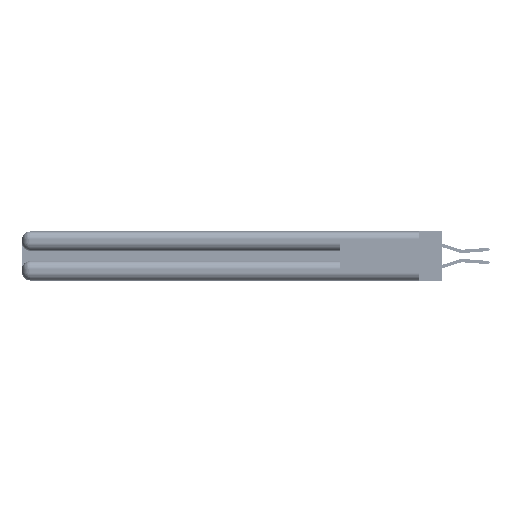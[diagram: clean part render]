
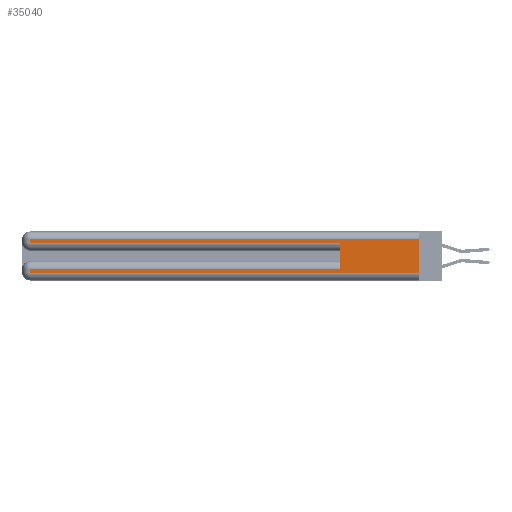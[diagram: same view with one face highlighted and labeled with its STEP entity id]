
A CAD part, left-side view. The second image highlights one B-rep face of the part: STEP entity #35040.
In plain terms, the highlighted planar face has unit normal (-1, 0, 0).
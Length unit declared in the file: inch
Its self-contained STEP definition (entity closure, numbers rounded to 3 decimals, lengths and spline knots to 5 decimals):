
#354 = CARTESIAN_POINT ( 'NONE',  ( 0., 2.94, 0.37 ) ) ;
#1992 = LINE ( 'NONE', #354, #57229 ) ;
#3173 = CARTESIAN_POINT ( 'NONE',  ( 0., 0., 0.37 ) ) ;
#4683 = ORIENTED_EDGE ( 'NONE', *, *, #56944, .T. ) ;
#4906 = VECTOR ( 'NONE', #31845, 39.37008 ) ;
#5723 = VERTEX_POINT ( 'NONE', #20135 ) ;
#6023 = CARTESIAN_POINT ( 'NONE',  ( 0., 0., 0.31 ) ) ;
#6065 = CARTESIAN_POINT ( 'NONE',  ( 0., 2.94, 0.31 ) ) ;
#8796 = EDGE_LOOP ( 'NONE', ( #56302, #41329, #4683, #37448, #11576, #16941, #9799, #50297 ) ) ;
#9165 = VERTEX_POINT ( 'NONE', #6065 ) ;
#9302 = LINE ( 'NONE', #53459, #48441 ) ;
#9799 = ORIENTED_EDGE ( 'NONE', *, *, #15050, .T. ) ;
#9878 = CARTESIAN_POINT ( 'NONE',  ( 0., 2.94, 0.06 ) ) ;
#11496 = EDGE_CURVE ( 'NONE', #42971, #9165, #9302, .T. ) ;
#11576 = ORIENTED_EDGE ( 'NONE', *, *, #26410, .F. ) ;
#13071 = EDGE_CURVE ( 'NONE', #22482, #15267, #34266, .T. ) ;
#14661 = CARTESIAN_POINT ( 'NONE',  ( 0., 0.6, 0.145 ) ) ;
#15050 = EDGE_CURVE ( 'NONE', #15267, #22886, #1992, .T. ) ;
#15267 = VERTEX_POINT ( 'NONE', #42544 ) ;
#16527 = LINE ( 'NONE', #18126, #22810 ) ;
#16941 = ORIENTED_EDGE ( 'NONE', *, *, #13071, .T. ) ;
#17068 = PLANE ( 'NONE',  #47005 ) ;
#17263 = DIRECTION ( 'NONE',  ( 1., 0., 0. ) ) ;
#17729 = DIRECTION ( 'NONE',  ( 0., 1., 0. ) ) ;
#17994 = DIRECTION ( 'NONE',  ( 0., 0., -1. ) ) ;
#18126 = CARTESIAN_POINT ( 'NONE',  ( 0., 0., 0.37 ) ) ;
#19320 = EDGE_CURVE ( 'NONE', #22886, #5723, #31596, .T. ) ;
#19462 = LINE ( 'NONE', #54947, #53693 ) ;
#20135 = CARTESIAN_POINT ( 'NONE',  ( 0., 0., 0.06 ) ) ;
#20581 = DIRECTION ( 'NONE',  ( 0., 0., -1. ) ) ;
#21577 = DIRECTION ( 'NONE',  ( 0., 0., -1. ) ) ;
#22482 = VERTEX_POINT ( 'NONE', #33951 ) ;
#22810 = VECTOR ( 'NONE', #54795, 39.37008 ) ;
#22886 = VERTEX_POINT ( 'NONE', #9878 ) ;
#24403 = DIRECTION ( 'NONE',  ( 0., 0., 1. ) ) ;
#25242 = CARTESIAN_POINT ( 'NONE',  ( 0., 2.94, 0.37 ) ) ;
#25720 = EDGE_CURVE ( 'NONE', #28473, #43632, #19462, .T. ) ;
#26410 = EDGE_CURVE ( 'NONE', #22482, #43632, #28440, .T. ) ;
#27842 = DIRECTION ( 'NONE',  ( 0., -1., 0. ) ) ;
#28043 = CARTESIAN_POINT ( 'NONE',  ( 0., 0., 0.06 ) ) ;
#28151 = DIRECTION ( 'NONE',  ( 0., -1., 0. ) ) ;
#28440 = LINE ( 'NONE', #14661, #46611 ) ;
#28473 = VERTEX_POINT ( 'NONE', #43429 ) ;
#28762 = VECTOR ( 'NONE', #27842, 39.37008 ) ;
#29598 = LINE ( 'NONE', #25242, #49829 ) ;
#31596 = LINE ( 'NONE', #28043, #28762 ) ;
#31845 = DIRECTION ( 'NONE',  ( 0., 1., 0. ) ) ;
#33951 = CARTESIAN_POINT ( 'NONE',  ( 0., 0.6, 0.085 ) ) ;
#34266 = LINE ( 'NONE', #40427, #4906 ) ;
#35040 = ADVANCED_FACE ( 'NONE', ( #52889 ), #17068, .F. ) ;
#37448 = ORIENTED_EDGE ( 'NONE', *, *, #25720, .T. ) ;
#40427 = CARTESIAN_POINT ( 'NONE',  ( 0., 0., 0.085 ) ) ;
#41329 = ORIENTED_EDGE ( 'NONE', *, *, #11496, .T. ) ;
#42544 = CARTESIAN_POINT ( 'NONE',  ( 0., 2.94, 0.085 ) ) ;
#42971 = VERTEX_POINT ( 'NONE', #6023 ) ;
#43429 = CARTESIAN_POINT ( 'NONE',  ( 0., 2.94, 0.285 ) ) ;
#43632 = VERTEX_POINT ( 'NONE', #50817 ) ;
#46611 = VECTOR ( 'NONE', #24403, 39.37008 ) ;
#47005 = AXIS2_PLACEMENT_3D ( 'NONE', #3173, #17263, #21577 ) ;
#48441 = VECTOR ( 'NONE', #17729, 39.37008 ) ;
#49829 = VECTOR ( 'NONE', #20581, 39.37008 ) ;
#50297 = ORIENTED_EDGE ( 'NONE', *, *, #19320, .T. ) ;
#50817 = CARTESIAN_POINT ( 'NONE',  ( 0., 0.6, 0.285 ) ) ;
#52889 = FACE_OUTER_BOUND ( 'NONE', #8796, .T. ) ;
#53459 = CARTESIAN_POINT ( 'NONE',  ( 0., 0., 0.31 ) ) ;
#53693 = VECTOR ( 'NONE', #28151, 39.37008 ) ;
#54795 = DIRECTION ( 'NONE',  ( 0., 0., -1. ) ) ;
#54947 = CARTESIAN_POINT ( 'NONE',  ( 0., 0., 0.285 ) ) ;
#56113 = EDGE_CURVE ( 'NONE', #42971, #5723, #16527, .T. ) ;
#56302 = ORIENTED_EDGE ( 'NONE', *, *, #56113, .F. ) ;
#56944 = EDGE_CURVE ( 'NONE', #9165, #28473, #29598, .T. ) ;
#57229 = VECTOR ( 'NONE', #17994, 39.37008 ) ;
